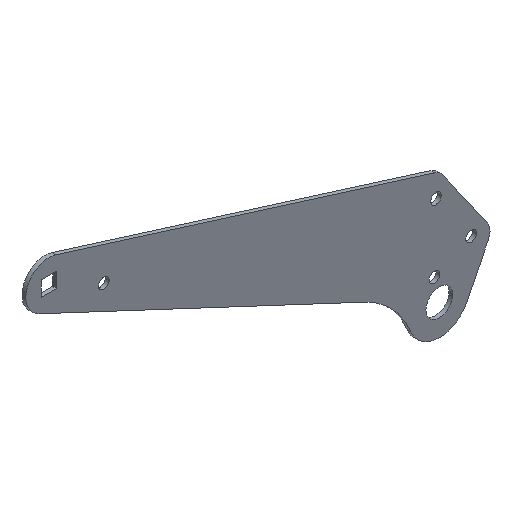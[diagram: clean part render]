
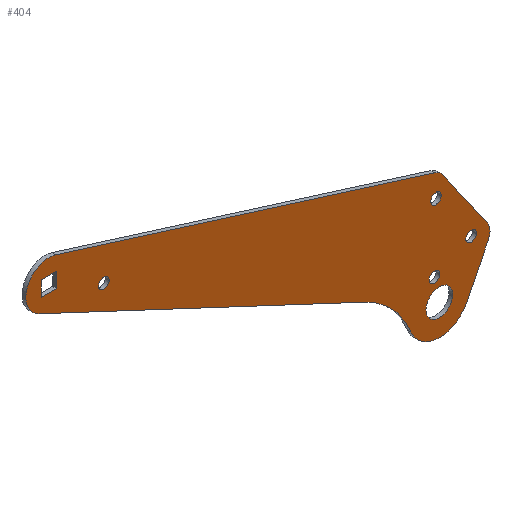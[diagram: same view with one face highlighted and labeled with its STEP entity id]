
A CAD part, isometric view. The second image highlights one B-rep face of the part: STEP entity #404.
In plain terms, the highlighted planar face has unit normal (0, -1, 0).
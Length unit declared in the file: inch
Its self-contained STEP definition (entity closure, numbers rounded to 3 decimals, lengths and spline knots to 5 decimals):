
#21=FACE_BOUND('',#83,.T.);
#22=FACE_BOUND('',#84,.T.);
#23=FACE_BOUND('',#85,.T.);
#24=FACE_BOUND('',#86,.T.);
#25=FACE_BOUND('',#87,.T.);
#26=FACE_BOUND('',#88,.T.);
#36=PLANE('',#466);
#56=FACE_OUTER_BOUND('',#82,.T.);
#82=EDGE_LOOP('',(#357,#358,#359,#360,#361,#362,#363,#364,#365));
#83=EDGE_LOOP('',(#366));
#84=EDGE_LOOP('',(#367));
#85=EDGE_LOOP('',(#368));
#86=EDGE_LOOP('',(#369));
#87=EDGE_LOOP('',(#370,#371,#372,#373));
#88=EDGE_LOOP('',(#374));
#90=LINE('',#593,#124);
#94=LINE('',#601,#128);
#97=LINE('',#607,#131);
#100=LINE('',#612,#134);
#108=LINE('',#649,#142);
#112=LINE('',#661,#146);
#117=LINE('',#679,#151);
#121=LINE('',#690,#155);
#124=VECTOR('',#478,0.3937);
#128=VECTOR('',#484,0.3937);
#131=VECTOR('',#489,0.3937);
#134=VECTOR('',#494,0.3937);
#142=VECTOR('',#534,0.3937);
#146=VECTOR('',#546,0.3937);
#151=VECTOR('',#565,0.3937);
#155=VECTOR('',#577,0.3937);
#158=CIRCLE('',#429,0.086);
#160=CIRCLE('',#436,0.086);
#162=CIRCLE('',#439,0.086);
#164=CIRCLE('',#442,0.086);
#166=CIRCLE('',#445,0.21875);
#167=CIRCLE('',#447,0.25);
#169=CIRCLE('',#451,0.375);
#171=CIRCLE('',#455,1.50441);
#173=CIRCLE('',#458,0.5);
#175=CIRCLE('',#462,0.25);
#178=VERTEX_POINT('',#587);
#179=VERTEX_POINT('',#591);
#180=VERTEX_POINT('',#592);
#183=VERTEX_POINT('',#600);
#185=VERTEX_POINT('',#606);
#188=VERTEX_POINT('',#617);
#190=VERTEX_POINT('',#623);
#192=VERTEX_POINT('',#629);
#194=VERTEX_POINT('',#635);
#195=VERTEX_POINT('',#639);
#196=VERTEX_POINT('',#640);
#199=VERTEX_POINT('',#648);
#201=VERTEX_POINT('',#654);
#203=VERTEX_POINT('',#660);
#205=VERTEX_POINT('',#666);
#207=VERTEX_POINT('',#672);
#209=VERTEX_POINT('',#678);
#211=VERTEX_POINT('',#684);
#215=EDGE_CURVE('',#178,#178,#158,.T.);
#216=EDGE_CURVE('',#179,#180,#90,.T.);
#220=EDGE_CURVE('',#183,#179,#94,.T.);
#223=EDGE_CURVE('',#185,#183,#97,.T.);
#226=EDGE_CURVE('',#180,#185,#100,.T.);
#230=EDGE_CURVE('',#188,#188,#160,.T.);
#233=EDGE_CURVE('',#190,#190,#162,.T.);
#236=EDGE_CURVE('',#192,#192,#164,.T.);
#239=EDGE_CURVE('',#194,#194,#166,.T.);
#240=EDGE_CURVE('',#195,#196,#167,.T.);
#244=EDGE_CURVE('',#199,#195,#108,.T.);
#247=EDGE_CURVE('',#201,#199,#169,.T.);
#250=EDGE_CURVE('',#203,#201,#112,.T.);
#253=EDGE_CURVE('',#205,#203,#171,.T.);
#256=EDGE_CURVE('',#207,#205,#173,.T.);
#259=EDGE_CURVE('',#209,#207,#117,.T.);
#262=EDGE_CURVE('',#211,#209,#175,.T.);
#265=EDGE_CURVE('',#196,#211,#121,.T.);
#357=ORIENTED_EDGE('',*,*,#265,.F.);
#358=ORIENTED_EDGE('',*,*,#240,.F.);
#359=ORIENTED_EDGE('',*,*,#244,.F.);
#360=ORIENTED_EDGE('',*,*,#247,.F.);
#361=ORIENTED_EDGE('',*,*,#250,.F.);
#362=ORIENTED_EDGE('',*,*,#253,.F.);
#363=ORIENTED_EDGE('',*,*,#256,.F.);
#364=ORIENTED_EDGE('',*,*,#259,.F.);
#365=ORIENTED_EDGE('',*,*,#262,.F.);
#366=ORIENTED_EDGE('',*,*,#239,.F.);
#367=ORIENTED_EDGE('',*,*,#236,.F.);
#368=ORIENTED_EDGE('',*,*,#233,.F.);
#369=ORIENTED_EDGE('',*,*,#230,.F.);
#370=ORIENTED_EDGE('',*,*,#226,.F.);
#371=ORIENTED_EDGE('',*,*,#216,.F.);
#372=ORIENTED_EDGE('',*,*,#220,.F.);
#373=ORIENTED_EDGE('',*,*,#223,.F.);
#374=ORIENTED_EDGE('',*,*,#215,.F.);
#404=ADVANCED_FACE('',(#56,#21,#22,#23,#24,#25,#26),#36,.F.);
#429=AXIS2_PLACEMENT_3D('',#589,#474,#475);
#436=AXIS2_PLACEMENT_3D('',#619,#501,#502);
#439=AXIS2_PLACEMENT_3D('',#625,#508,#509);
#442=AXIS2_PLACEMENT_3D('',#631,#515,#516);
#445=AXIS2_PLACEMENT_3D('',#637,#522,#523);
#447=AXIS2_PLACEMENT_3D('',#641,#526,#527);
#451=AXIS2_PLACEMENT_3D('',#655,#539,#540);
#455=AXIS2_PLACEMENT_3D('',#667,#551,#552);
#458=AXIS2_PLACEMENT_3D('',#673,#558,#559);
#462=AXIS2_PLACEMENT_3D('',#685,#570,#571);
#466=AXIS2_PLACEMENT_3D('',#693,#581,#582);
#474=DIRECTION('center_axis',(0.,-1.,0.));
#475=DIRECTION('ref_axis',(1.,0.,0.));
#478=DIRECTION('',(-1.,0.,0.));
#484=DIRECTION('',(0.,0.,1.));
#489=DIRECTION('',(1.,0.,0.));
#494=DIRECTION('',(0.,0.,-1.));
#501=DIRECTION('center_axis',(0.,-1.,0.));
#502=DIRECTION('ref_axis',(1.,0.,0.));
#508=DIRECTION('center_axis',(0.,-1.,0.));
#509=DIRECTION('ref_axis',(1.,0.,0.));
#515=DIRECTION('center_axis',(0.,-1.,0.));
#516=DIRECTION('ref_axis',(1.,0.,0.));
#522=DIRECTION('center_axis',(0.,-1.,0.));
#523=DIRECTION('ref_axis',(1.,0.,0.));
#526=DIRECTION('center_axis',(0.,1.,0.));
#527=DIRECTION('ref_axis',(0.298,0.,0.954));
#534=DIRECTION('',(0.954,0.,-0.298));
#539=DIRECTION('center_axis',(0.,1.,0.));
#540=DIRECTION('ref_axis',(-0.425,0.,-0.905));
#546=DIRECTION('',(-0.905,0.,0.425));
#551=DIRECTION('center_axis',(0.,-1.,0.));
#552=DIRECTION('ref_axis',(-0.425,0.,-0.905));
#558=DIRECTION('center_axis',(0.,1.,0.));
#559=DIRECTION('ref_axis',(0.894,0.,-0.448));
#565=DIRECTION('',(-0.448,0.,-0.894));
#570=DIRECTION('center_axis',(0.,1.,0.));
#571=DIRECTION('ref_axis',(0.819,0.,0.574));
#577=DIRECTION('',(0.574,0.,-0.819));
#581=DIRECTION('center_axis',(0.,1.,0.));
#582=DIRECTION('ref_axis',(0.,0.,1.));
#587=CARTESIAN_POINT('',(6.81268,0.,-2.77013));
#589=CARTESIAN_POINT('Origin',(6.89868,0.,-2.77013));
#591=CARTESIAN_POINT('',(0.124,0.,0.124));
#592=CARTESIAN_POINT('',(-0.124,0.,0.124));
#593=CARTESIAN_POINT('',(0.124,0.,0.124));
#600=CARTESIAN_POINT('',(0.124,0.,-0.124));
#601=CARTESIAN_POINT('',(0.124,0.,-0.124));
#606=CARTESIAN_POINT('',(-0.124,0.,-0.124));
#607=CARTESIAN_POINT('',(-0.124,0.,-0.124));
#612=CARTESIAN_POINT('',(-0.124,0.,0.124));
#617=CARTESIAN_POINT('',(0.81399,0.,-0.43592));
#619=CARTESIAN_POINT('Origin',(0.89999,0.,-0.43592));
#623=CARTESIAN_POINT('',(6.2139,0.,-3.05144));
#625=CARTESIAN_POINT('Origin',(6.2999,0.,-3.05144));
#629=CARTESIAN_POINT('',(6.2391,0.,-1.95098));
#631=CARTESIAN_POINT('Origin',(6.3251,0.,-1.95098));
#635=CARTESIAN_POINT('',(6.16109,0.,-3.44568));
#637=CARTESIAN_POINT('Origin',(6.37984,0.,-3.44568));
#639=CARTESIAN_POINT('',(6.30516,0.,-1.57738));
#640=CARTESIAN_POINT('',(6.43538,0.,-1.67261));
#641=CARTESIAN_POINT('Origin',(6.23059,0.,-1.816));
#648=CARTESIAN_POINT('',(0.11185,0.,0.35793));
#649=CARTESIAN_POINT('',(0.11185,0.,0.35793));
#654=CARTESIAN_POINT('',(-0.15924,0.,-0.33951));
#655=CARTESIAN_POINT('Origin',(0.,0.,0.));
#660=CARTESIAN_POINT('',(5.16024,0.,-2.83453));
#661=CARTESIAN_POINT('',(5.16024,0.,-2.83453));
#666=CARTESIAN_POINT('',(5.91625,0.,-3.63299));
#667=CARTESIAN_POINT('Origin',(4.5214,0.,-4.19656));
#672=CARTESIAN_POINT('',(6.82686,0.,-3.66968));
#673=CARTESIAN_POINT('Origin',(6.37984,0.,-3.44568));
#678=CARTESIAN_POINT('',(7.18008,0.,-2.9648));
#679=CARTESIAN_POINT('',(7.18008,0.,-2.9648));
#684=CARTESIAN_POINT('',(7.16136,0.,-2.70941));
#685=CARTESIAN_POINT('Origin',(6.95657,0.,-2.8528));
#690=CARTESIAN_POINT('',(6.43538,0.,-1.67261));
#693=CARTESIAN_POINT('Origin',(3.41578,0.,-1.78534));
